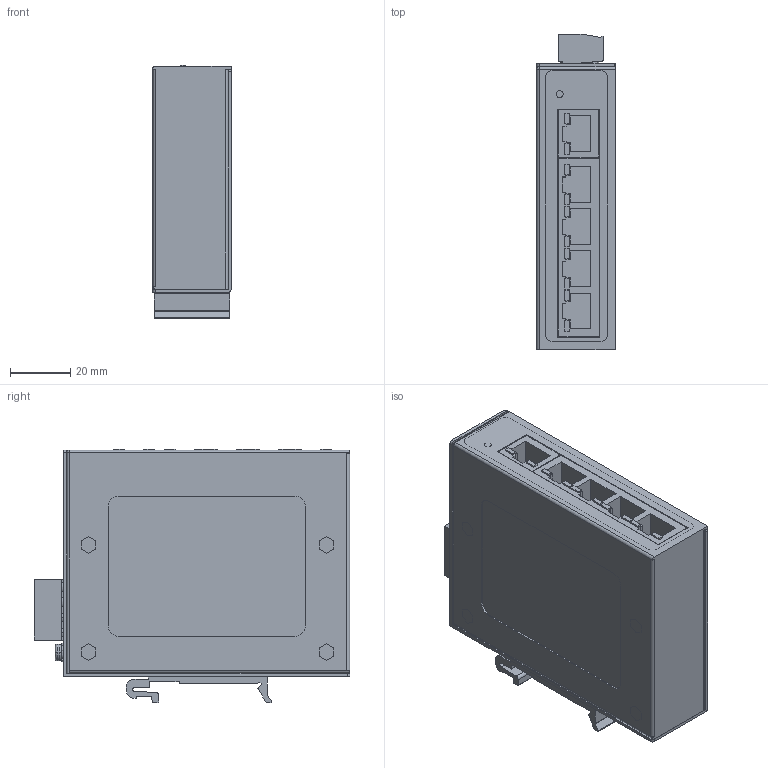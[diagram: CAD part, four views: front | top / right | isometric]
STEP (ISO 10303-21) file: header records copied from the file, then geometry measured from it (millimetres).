
FILE_DESCRIPTION (( 'STEP AP214' ), '1' );
FILE_NAME ('LEONTON_CET2-0500_3D red1 ext1 AA coord fxt sr1.STEP', '2023-07-10T18:00:10', ( '' ), ( '' ), 'SwSTEP 2.0', 'SolidWorks 2021', '' );
FILE_SCHEMA (( 'AUTOMOTIVE_DESIGN' ));
Length unit declared in the file: inch
Products named in the file (1): LEONTON_CET2-0500_3D red1 ext1 AA coord fxt sr1
Bounding box: 26 x 104.8 x 84.09 mm (x, y, z)
Volume: 46748.2 mm3; surface area: 60415.8 mm2
Topology: 18 solids, 19 shells, 1330 faces, 3425 edges, 2173 vertices
Faces by surface type: plane 709, cylinder 441, torus 83, cone 67, sphere 24, bspline 6
Entity records: 43916 total; most frequent: CARTESIAN_POINT 11056, DIRECTION 6881, ORIENTED_EDGE 6758, EDGE_CURVE 3379, AXIS2_PLACEMENT_3D 2350, VECTOR 2181, LINE 2181, VERTEX_POINT 2160
